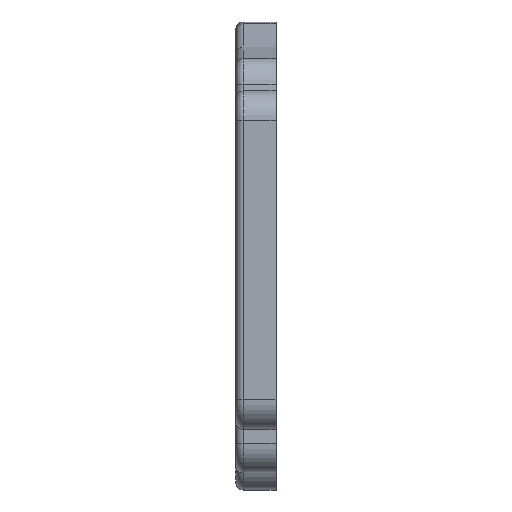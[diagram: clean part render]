
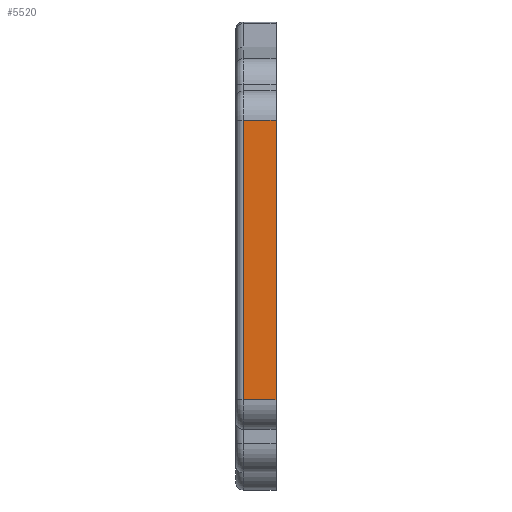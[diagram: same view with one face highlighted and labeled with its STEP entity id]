
A CAD part, left-side view. The second image highlights one B-rep face of the part: STEP entity #5520.
In plain terms, the highlighted face is planar.
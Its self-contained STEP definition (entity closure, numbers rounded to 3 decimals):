
#117=PLANE('',#5924);
#433=FACE_OUTER_BOUND('',#763,.T.);
#763=EDGE_LOOP('',(#3822,#3823,#3824,#3825,#3826));
#1330=LINE('',#7935,#1811);
#1358=LINE('',#8077,#1839);
#1359=LINE('',#8078,#1840);
#1360=LINE('',#8081,#1841);
#1361=LINE('',#8082,#1842);
#1811=VECTOR('',#6431,10.);
#1839=VECTOR('',#6563,10.);
#1840=VECTOR('',#6564,10.);
#1841=VECTOR('',#6567,10.);
#1842=VECTOR('',#6568,10.);
#2310=VERTEX_POINT('',#7926);
#2312=VERTEX_POINT('',#7932);
#2346=VERTEX_POINT('',#8074);
#2347=VERTEX_POINT('',#8076);
#2348=VERTEX_POINT('',#8080);
#2866=EDGE_CURVE('',#2310,#2312,#1330,.T.);
#2926=EDGE_CURVE('',#2346,#2347,#1358,.T.);
#2927=EDGE_CURVE('',#2347,#2312,#1359,.T.);
#2928=EDGE_CURVE('',#2348,#2346,#1360,.T.);
#2929=EDGE_CURVE('',#2348,#2310,#1361,.T.);
#3822=ORIENTED_EDGE('',*,*,#2866,.T.);
#3823=ORIENTED_EDGE('',*,*,#2927,.F.);
#3824=ORIENTED_EDGE('',*,*,#2926,.F.);
#3825=ORIENTED_EDGE('',*,*,#2928,.F.);
#3826=ORIENTED_EDGE('',*,*,#2929,.T.);
#5520=ADVANCED_FACE('',(#433),#117,.F.);
#5924=AXIS2_PLACEMENT_3D('',#8079,#6565,#6566);
#6431=DIRECTION('',(0.,0.,1.));
#6563=DIRECTION('',(0.,1.,0.));
#6564=DIRECTION('',(0.,1.,0.));
#6565=DIRECTION('center_axis',(-1.,0.,0.));
#6566=DIRECTION('ref_axis',(0.,0.,1.));
#6567=DIRECTION('',(0.,0.,1.));
#6568=DIRECTION('',(0.,1.,0.));
#7926=CARTESIAN_POINT('',(162.5,18.,-126.1));
#7932=CARTESIAN_POINT('',(162.5,18.,-49.9));
#7935=CARTESIAN_POINT('',(162.5,18.,-107.603));
#8074=CARTESIAN_POINT('',(162.5,9.01,-49.9));
#8076=CARTESIAN_POINT('',(162.5,10.,-49.9));
#8077=CARTESIAN_POINT('',(162.5,0.,-49.9));
#8078=CARTESIAN_POINT('',(162.5,10.,-49.9));
#8079=CARTESIAN_POINT('Origin',(162.5,10.,-126.1));
#8080=CARTESIAN_POINT('',(162.5,9.01,-126.1));
#8081=CARTESIAN_POINT('',(162.5,9.01,-107.603));
#8082=CARTESIAN_POINT('',(162.5,10.,-126.1));
